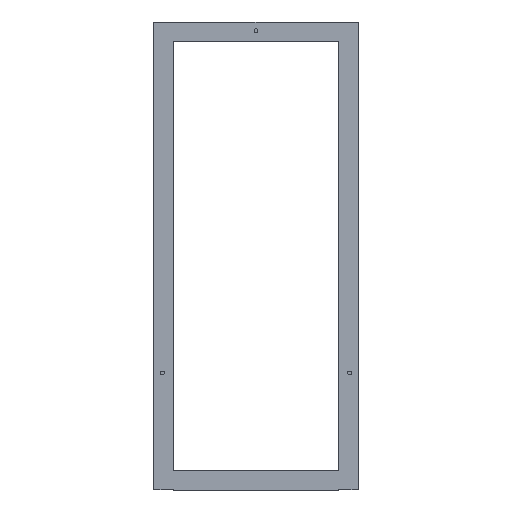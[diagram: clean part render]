
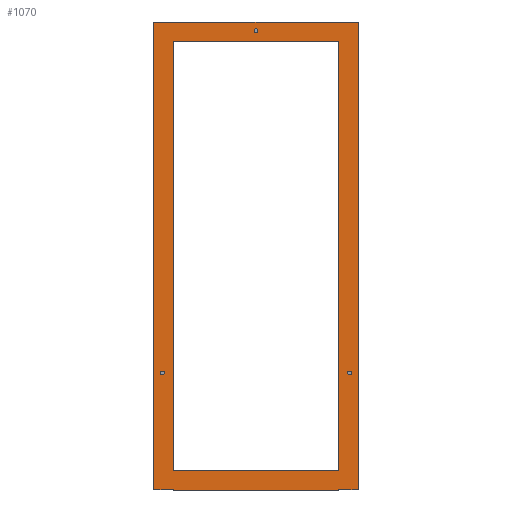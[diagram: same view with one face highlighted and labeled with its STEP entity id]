
A CAD part, front view. The second image highlights one B-rep face of the part: STEP entity #1070.
In plain terms, the highlighted planar face has unit normal (0, -1, 0).
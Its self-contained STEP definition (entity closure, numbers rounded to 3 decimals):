
#63=FACE_BOUND('',#470,.T.);
#64=FACE_BOUND('',#471,.T.);
#65=FACE_BOUND('',#472,.T.);
#66=FACE_BOUND('',#473,.T.);
#133=LINE('',#1728,#244);
#140=LINE('',#1745,#251);
#144=LINE('',#1752,#255);
#147=LINE('',#1758,#258);
#149=LINE('',#1763,#260);
#153=LINE('',#1770,#264);
#155=LINE('',#1775,#266);
#157=LINE('',#1779,#268);
#165=LINE('',#1794,#276);
#175=LINE('',#1813,#286);
#176=LINE('',#1815,#287);
#177=LINE('',#1817,#288);
#244=VECTOR('',#1434,10.);
#251=VECTOR('',#1445,10.);
#255=VECTOR('',#1451,10.);
#258=VECTOR('',#1456,10.);
#260=VECTOR('',#1460,10.);
#264=VECTOR('',#1466,10.);
#266=VECTOR('',#1470,10.);
#268=VECTOR('',#1474,10.);
#276=VECTOR('',#1486,10.);
#286=VECTOR('',#1506,10.);
#287=VECTOR('',#1509,10.);
#288=VECTOR('',#1512,10.);
#336=PLANE('',#1212);
#397=FACE_OUTER_BOUND('',#469,.T.);
#469=EDGE_LOOP('',(#986,#987,#988,#989,#990,#991,#992,#993));
#470=EDGE_LOOP('',(#994,#995));
#471=EDGE_LOOP('',(#996,#997));
#472=EDGE_LOOP('',(#998,#999));
#473=EDGE_LOOP('',(#1000,#1001,#1002,#1003));
#493=CIRCLE('',#1184,2.25);
#494=CIRCLE('',#1185,2.25);
#496=CIRCLE('',#1188,2.25);
#497=CIRCLE('',#1189,2.25);
#499=CIRCLE('',#1192,2.25);
#500=CIRCLE('',#1193,2.25);
#553=VERTEX_POINT('',#1697);
#554=VERTEX_POINT('',#1698);
#556=VERTEX_POINT('',#1705);
#557=VERTEX_POINT('',#1706);
#559=VERTEX_POINT('',#1713);
#560=VERTEX_POINT('',#1714);
#563=VERTEX_POINT('',#1722);
#565=VERTEX_POINT('',#1726);
#572=VERTEX_POINT('',#1742);
#573=VERTEX_POINT('',#1744);
#575=VERTEX_POINT('',#1750);
#577=VERTEX_POINT('',#1756);
#578=VERTEX_POINT('',#1760);
#581=VERTEX_POINT('',#1768);
#583=VERTEX_POINT('',#1773);
#584=VERTEX_POINT('',#1778);
#589=VERTEX_POINT('',#1792);
#593=VERTEX_POINT('',#1811);
#672=EDGE_CURVE('',#553,#554,#493,.T.);
#673=EDGE_CURVE('',#554,#553,#494,.T.);
#676=EDGE_CURVE('',#556,#557,#496,.T.);
#677=EDGE_CURVE('',#557,#556,#497,.T.);
#680=EDGE_CURVE('',#559,#560,#499,.T.);
#681=EDGE_CURVE('',#560,#559,#500,.T.);
#687=EDGE_CURVE('',#563,#565,#133,.T.);
#694=EDGE_CURVE('',#573,#572,#140,.T.);
#698=EDGE_CURVE('',#572,#575,#144,.T.);
#701=EDGE_CURVE('',#575,#577,#147,.T.);
#703=EDGE_CURVE('',#565,#578,#149,.T.);
#707=EDGE_CURVE('',#577,#581,#153,.T.);
#709=EDGE_CURVE('',#581,#583,#155,.F.);
#711=EDGE_CURVE('',#584,#563,#157,.T.);
#719=EDGE_CURVE('',#583,#589,#165,.T.);
#729=EDGE_CURVE('',#589,#593,#175,.T.);
#730=EDGE_CURVE('',#593,#573,#176,.T.);
#731=EDGE_CURVE('',#578,#584,#177,.T.);
#986=ORIENTED_EDGE('',*,*,#701,.T.);
#987=ORIENTED_EDGE('',*,*,#707,.T.);
#988=ORIENTED_EDGE('',*,*,#709,.T.);
#989=ORIENTED_EDGE('',*,*,#719,.T.);
#990=ORIENTED_EDGE('',*,*,#729,.T.);
#991=ORIENTED_EDGE('',*,*,#730,.T.);
#992=ORIENTED_EDGE('',*,*,#694,.T.);
#993=ORIENTED_EDGE('',*,*,#698,.T.);
#994=ORIENTED_EDGE('',*,*,#672,.T.);
#995=ORIENTED_EDGE('',*,*,#673,.T.);
#996=ORIENTED_EDGE('',*,*,#676,.T.);
#997=ORIENTED_EDGE('',*,*,#677,.T.);
#998=ORIENTED_EDGE('',*,*,#680,.T.);
#999=ORIENTED_EDGE('',*,*,#681,.T.);
#1000=ORIENTED_EDGE('',*,*,#687,.T.);
#1001=ORIENTED_EDGE('',*,*,#703,.T.);
#1002=ORIENTED_EDGE('',*,*,#731,.T.);
#1003=ORIENTED_EDGE('',*,*,#711,.T.);
#1070=ADVANCED_FACE('',(#397,#63,#64,#65,#66),#336,.F.);
#1184=AXIS2_PLACEMENT_3D('',#1699,#1404,#1405);
#1185=AXIS2_PLACEMENT_3D('',#1700,#1406,#1407);
#1188=AXIS2_PLACEMENT_3D('',#1707,#1413,#1414);
#1189=AXIS2_PLACEMENT_3D('',#1708,#1415,#1416);
#1192=AXIS2_PLACEMENT_3D('',#1715,#1422,#1423);
#1193=AXIS2_PLACEMENT_3D('',#1716,#1424,#1425);
#1212=AXIS2_PLACEMENT_3D('',#1816,#1510,#1511);
#1404=DIRECTION('center_axis',(0.,1.,0.));
#1405=DIRECTION('ref_axis',(0.,0.,-1.));
#1406=DIRECTION('center_axis',(0.,1.,0.));
#1407=DIRECTION('ref_axis',(0.,0.,-1.));
#1413=DIRECTION('center_axis',(0.,1.,0.));
#1414=DIRECTION('ref_axis',(0.,0.,-1.));
#1415=DIRECTION('center_axis',(0.,1.,0.));
#1416=DIRECTION('ref_axis',(0.,0.,-1.));
#1422=DIRECTION('center_axis',(0.,1.,0.));
#1423=DIRECTION('ref_axis',(0.,0.,-1.));
#1424=DIRECTION('center_axis',(0.,1.,0.));
#1425=DIRECTION('ref_axis',(0.,0.,-1.));
#1434=DIRECTION('',(0.,0.,1.));
#1445=DIRECTION('',(0.,0.,-1.));
#1451=DIRECTION('',(1.,0.,0.));
#1456=DIRECTION('',(0.,0.,-1.));
#1460=DIRECTION('',(1.,0.,0.));
#1466=DIRECTION('',(1.,0.,0.));
#1470=DIRECTION('',(0.,0.,-1.));
#1474=DIRECTION('',(-1.,0.,0.));
#1486=DIRECTION('',(1.,0.,0.));
#1506=DIRECTION('',(0.,0.,1.));
#1509=DIRECTION('',(-1.,0.,0.));
#1510=DIRECTION('center_axis',(0.,1.,0.));
#1511=DIRECTION('ref_axis',(0.,0.,
-1.));
#1512=DIRECTION('',(0.,0.,-1.));
#1697=CARTESIAN_POINT('',(1304.013,0.,-444.162));
#1698=CARTESIAN_POINT('',(1304.013,0.,-439.662));
#1699=CARTESIAN_POINT('Origin',(1304.013,0.,-441.912));
#1700=CARTESIAN_POINT('Origin',(1304.013,0.,-441.912));
#1705=CARTESIAN_POINT('',(1424.013,0.,-5.162));
#1706=CARTESIAN_POINT('',(1424.013,0.,-0.662));
#1707=CARTESIAN_POINT('Origin',(1424.013,0.,-2.912));
#1708=CARTESIAN_POINT('Origin',(1424.013,0.,-2.912));
#1713=CARTESIAN_POINT('',(1544.013,0.,-444.162));
#1714=CARTESIAN_POINT('',(1544.013,0.,-439.662));
#1715=CARTESIAN_POINT('Origin',(1544.013,0.,-441.912));
#1716=CARTESIAN_POINT('Origin',(1544.013,0.,-441.912));
#1722=CARTESIAN_POINT('',(1318.013,0.,-567.));
#1726=CARTESIAN_POINT('',(1318.013,0.,-16.912));
#1728=CARTESIAN_POINT('',(1318.013,0.,-291.912));
#1742=CARTESIAN_POINT('',(1293.013,0.,-591.912));
#1744=CARTESIAN_POINT('',(1293.013,0.,8.088));
#1745=CARTESIAN_POINT('',(1293.013,0.,-291.912));
#1750=CARTESIAN_POINT('',(1318.013,0.,-591.912));
#1752=CARTESIAN_POINT('',(1305.513,0.,-591.912));
#1756=CARTESIAN_POINT('',(1318.013,0.,-592.));
#1758=CARTESIAN_POINT('',(1318.013,0.,-579.5));
#1760=CARTESIAN_POINT('',(1530.013,0.,-16.912));
#1763=CARTESIAN_POINT('',(1230.013,0.,-16.912));
#1768=CARTESIAN_POINT('',(1530.013,0.,-592.));
#1770=CARTESIAN_POINT('',(1618.013,0.,-592.));
#1773=CARTESIAN_POINT('',(1530.013,0.,-591.912));
#1775=CARTESIAN_POINT('',(1530.013,0.,-579.5));
#1778=CARTESIAN_POINT('',(1530.013,0.,-567.));
#1779=CARTESIAN_POINT('',(1618.013,0.,-567.));
#1792=CARTESIAN_POINT('',(1555.013,0.,-591.912));
#1794=CARTESIAN_POINT('',(1542.513,0.,-591.912));
#1811=CARTESIAN_POINT('',(1555.013,0.,8.088));
#1813=CARTESIAN_POINT('',(1555.013,0.,-291.912));
#1815=CARTESIAN_POINT('',(1305.513,0.,8.088));
#1816=CARTESIAN_POINT('Origin',(1542.513,0.,-291.912));
#1817=CARTESIAN_POINT('',(1530.013,0.,-291.912));
